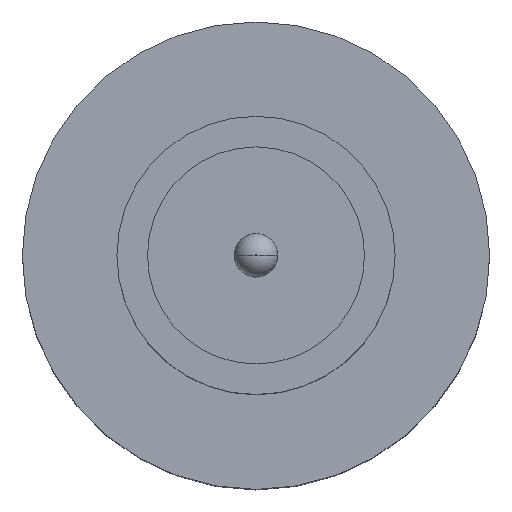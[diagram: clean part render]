
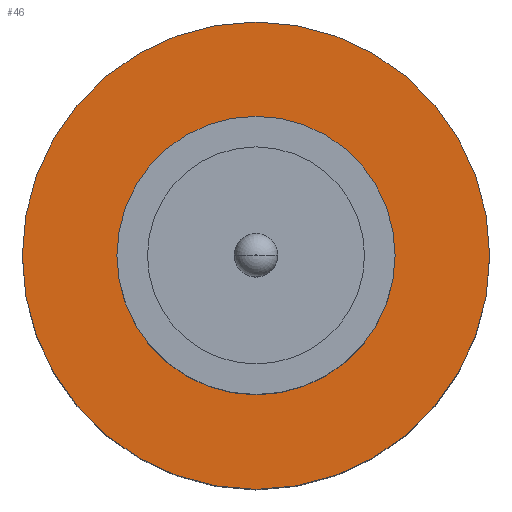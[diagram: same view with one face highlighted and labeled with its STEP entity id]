
A CAD part, top view. The second image highlights one B-rep face of the part: STEP entity #46.
In plain terms, the highlighted planar face has unit normal (0, 0, 1).
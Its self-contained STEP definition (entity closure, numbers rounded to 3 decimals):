
#11 = DIRECTION ( 'NONE',  ( 1., 0., 0. ) ) ;
#46 = ADVANCED_FACE ( 'NONE', ( #197, #820 ), #987, .T. ) ;
#57 = DIRECTION ( 'NONE',  ( 0., 0., 1. ) ) ;
#87 = ORIENTED_EDGE ( 'NONE', *, *, #420, .F. ) ;
#98 = DIRECTION ( 'NONE',  ( 1., 0., 0. ) ) ;
#124 = AXIS2_PLACEMENT_3D ( 'NONE', #173, #182, #799 ) ;
#134 = DIRECTION ( 'NONE',  ( 1., 0., 0. ) ) ;
#136 = VERTEX_POINT ( 'NONE', #458 ) ;
#160 = EDGE_LOOP ( 'NONE', ( #898, #87 ) ) ;
#173 = CARTESIAN_POINT ( 'NONE',  ( 0., 0., 1.55 ) ) ;
#180 = EDGE_LOOP ( 'NONE', ( #701, #388 ) ) ;
#182 = DIRECTION ( 'NONE',  ( 0., 0., 1. ) ) ;
#192 = DIRECTION ( 'NONE',  ( 0., 0., 1. ) ) ;
#197 = FACE_BOUND ( 'NONE', #160, .T. ) ;
#207 = EDGE_CURVE ( 'NONE', #293, #136, #346, .T. ) ;
#208 = CARTESIAN_POINT ( 'NONE',  ( -2.1, 0., 1.55 ) ) ;
#234 = DIRECTION ( 'NONE',  ( 0., 0., 1. ) ) ;
#238 = CARTESIAN_POINT ( 'NONE',  ( 1.25, 0., 1.55 ) ) ;
#251 = VERTEX_POINT ( 'NONE', #316 ) ;
#293 = VERTEX_POINT ( 'NONE', #238 ) ;
#316 = CARTESIAN_POINT ( 'NONE',  ( 2.1, 0., 1.55 ) ) ;
#335 = CIRCLE ( 'NONE', #648, 2.1 ) ;
#346 = CIRCLE ( 'NONE', #763, 1.25 ) ;
#388 = ORIENTED_EDGE ( 'NONE', *, *, #1007, .T. ) ;
#400 = DIRECTION ( 'NONE',  ( 0., 0., 1. ) ) ;
#420 = EDGE_CURVE ( 'NONE', #136, #293, #780, .T. ) ;
#458 = CARTESIAN_POINT ( 'NONE',  ( -1.25, 0., 1.55 ) ) ;
#549 = CARTESIAN_POINT ( 'NONE',  ( 0., 0., 1.55 ) ) ;
#562 = CARTESIAN_POINT ( 'NONE',  ( 0., 0., 1.55 ) ) ;
#648 = AXIS2_PLACEMENT_3D ( 'NONE', #813, #192, #656 ) ;
#656 = DIRECTION ( 'NONE',  ( 1., 0., 0. ) ) ;
#677 = VERTEX_POINT ( 'NONE', #208 ) ;
#701 = ORIENTED_EDGE ( 'NONE', *, *, #852, .T. ) ;
#763 = AXIS2_PLACEMENT_3D ( 'NONE', #549, #234, #98 ) ;
#780 = CIRCLE ( 'NONE', #124, 1.25 ) ;
#799 = DIRECTION ( 'NONE',  ( 1., 0., 0. ) ) ;
#813 = CARTESIAN_POINT ( 'NONE',  ( 0., 0., 1.55 ) ) ;
#820 = FACE_OUTER_BOUND ( 'NONE', #180, .T. ) ;
#832 = CARTESIAN_POINT ( 'NONE',  ( 0., 0., 1.55 ) ) ;
#852 = EDGE_CURVE ( 'NONE', #677, #251, #969, .T. ) ;
#891 = AXIS2_PLACEMENT_3D ( 'NONE', #562, #400, #11 ) ;
#898 = ORIENTED_EDGE ( 'NONE', *, *, #207, .F. ) ;
#918 = AXIS2_PLACEMENT_3D ( 'NONE', #832, #57, #134 ) ;
#969 = CIRCLE ( 'NONE', #891, 2.1 ) ;
#987 = PLANE ( 'NONE',  #918 ) ;
#1007 = EDGE_CURVE ( 'NONE', #251, #677, #335, .T. ) ;
